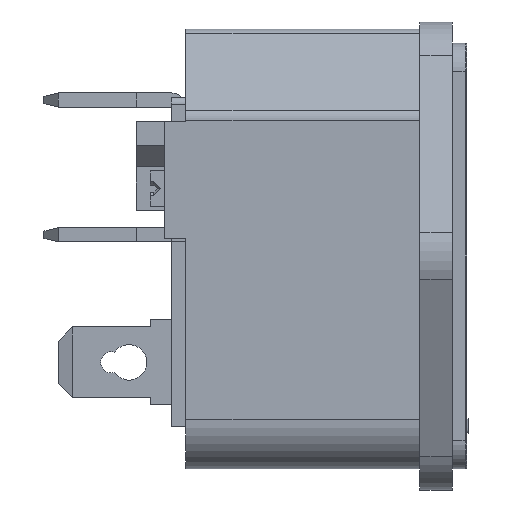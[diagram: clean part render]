
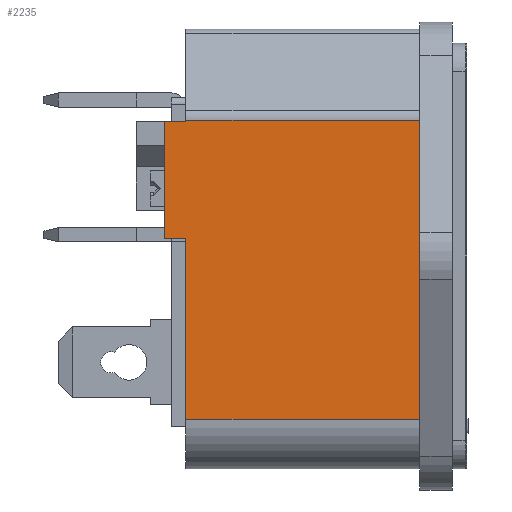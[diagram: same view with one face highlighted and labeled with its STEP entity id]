
A CAD part, left-side view. The second image highlights one B-rep face of the part: STEP entity #2235.
In plain terms, the highlighted planar face has unit normal (-1, 0, 0).
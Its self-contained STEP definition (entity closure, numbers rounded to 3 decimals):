
#74=CARTESIAN_POINT('',(-13.369,16.5,-11.5));
#75=VERTEX_POINT('',#74);
#83=CARTESIAN_POINT('',(-13.369,16.5,1.2));
#84=VERTEX_POINT('',#83);
#85=CARTESIAN_POINT('',(-13.369,16.5,16.));
#86=DIRECTION('',(0.,0.,1.));
#87=VECTOR('',#86,1000.);
#88=LINE('',#85,#87);
#89=EDGE_CURVE('',#75,#84,#88,.T.);
#372=CARTESIAN_POINT('',(-13.369,0.,-11.5));
#373=VERTEX_POINT('',#372);
#381=CARTESIAN_POINT('',(-13.369,21.6,-11.5));
#382=DIRECTION('',(0.,1.,0.));
#383=VECTOR('',#382,1000.);
#384=LINE('',#381,#383);
#385=EDGE_CURVE('',#373,#75,#384,.T.);
#414=CARTESIAN_POINT('',(-13.369,16.5,9.5));
#415=VERTEX_POINT('',#414);
#422=CARTESIAN_POINT('',(-13.369,16.5,9.586));
#423=VERTEX_POINT('',#422);
#424=CARTESIAN_POINT('',(-13.369,16.5,16.));
#425=DIRECTION('',(0.,0.,1.));
#426=VECTOR('',#425,1000.);
#427=LINE('',#424,#426);
#428=EDGE_CURVE('',#415,#423,#427,.T.);
#1223=CARTESIAN_POINT('',(-13.369,18.,9.5));
#1224=VERTEX_POINT('',#1223);
#1225=CARTESIAN_POINT('',(-13.369,17.5,9.5));
#1226=DIRECTION('',(0.,-1.,0.));
#1227=VECTOR('',#1226,1000.);
#1228=LINE('',#1225,#1227);
#1229=EDGE_CURVE('',#1224,#415,#1228,.T.);
#1265=CARTESIAN_POINT('',(-13.369,18.,1.2));
#1266=VERTEX_POINT('',#1265);
#1267=CARTESIAN_POINT('',(-13.369,17.5,1.2));
#1268=DIRECTION('',(0.,-1.,0.));
#1269=VECTOR('',#1268,1000.);
#1270=LINE('',#1267,#1269);
#1271=EDGE_CURVE('',#1266,#84,#1270,.T.);
#1857=CARTESIAN_POINT('',(-13.369,18.,9.5));
#1858=DIRECTION('',(0.,0.,1.));
#1859=VECTOR('',#1858,1000.);
#1860=LINE('',#1857,#1859);
#1861=EDGE_CURVE('',#1266,#1224,#1860,.T.);
#2192=CARTESIAN_POINT('',(-13.369,0.,9.586));
#2193=VERTEX_POINT('',#2192);
#2194=CARTESIAN_POINT('',(-13.369,16.5,9.586));
#2195=DIRECTION('',(0.,1.,0.));
#2196=VECTOR('',#2195,1000.);
#2197=LINE('',#2194,#2196);
#2198=EDGE_CURVE('',#2193,#423,#2197,.T.);
#2215=ORIENTED_EDGE('',*,*,#385,.F.);
#2216=CARTESIAN_POINT('',(-13.369,0.,16.));
#2217=DIRECTION('',(0.,0.,1.));
#2218=VECTOR('',#2217,1000.);
#2219=LINE('',#2216,#2218);
#2220=EDGE_CURVE('',#373,#2193,#2219,.T.);
#2221=ORIENTED_EDGE('',*,*,#2220,.T.);
#2222=ORIENTED_EDGE('',*,*,#2198,.T.);
#2223=ORIENTED_EDGE('',*,*,#428,.F.);
#2224=ORIENTED_EDGE('',*,*,#1229,.F.);
#2225=ORIENTED_EDGE('',*,*,#1861,.F.);
#2226=ORIENTED_EDGE('',*,*,#1271,.T.);
#2227=ORIENTED_EDGE('',*,*,#89,.F.);
#2228=EDGE_LOOP('',(#2215,#2221,#2222,#2223,#2224,#2225,#2226,#2227));
#2229=FACE_OUTER_BOUND('',#2228,.T.);
#2230=CARTESIAN_POINT('',(-13.369,16.5,16.));
#2231=DIRECTION('',(1.,0.,0.));
#2232=DIRECTION('',(0.,1.,0.));
#2233=AXIS2_PLACEMENT_3D('',#2230,#2231,#2232);
#2234=PLANE('',#2233);
#2235=ADVANCED_FACE('',(#2229),#2234,.F.);
